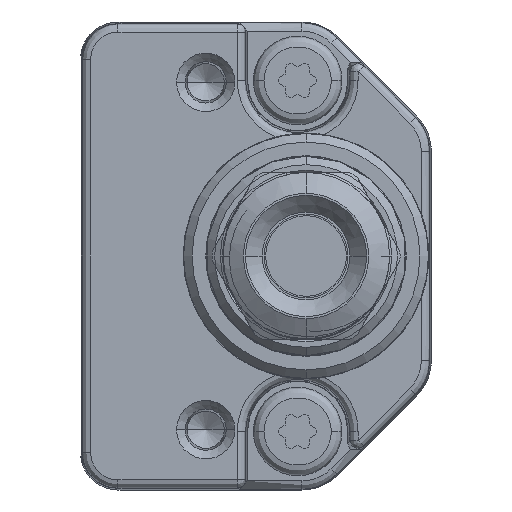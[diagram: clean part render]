
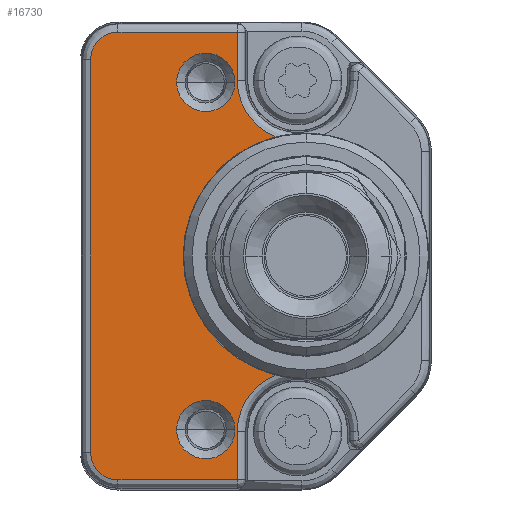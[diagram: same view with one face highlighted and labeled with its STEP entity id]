
A CAD part, left-side view. The second image highlights one B-rep face of the part: STEP entity #16730.
In plain terms, the highlighted planar face has unit normal (-1, 0, 0).
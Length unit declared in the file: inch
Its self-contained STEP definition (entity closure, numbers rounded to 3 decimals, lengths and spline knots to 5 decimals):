
#1644=DIRECTION('',(0.,0.,1.));
#1645=VECTOR('',#1644,0.11399);
#1646=CARTESIAN_POINT('',(-0.49213,0.45723,
-0.52737));
#1647=LINE('',#1646,#1645);
#1648=DIRECTION('',(0.,-1.,0.));
#1649=VECTOR('',#1648,0.28096);
#1650=CARTESIAN_POINT('',(-0.49213,0.73819,
-0.52737));
#1651=LINE('',#1650,#1649);
#1652=CARTESIAN_POINT('',(-0.49213,0.73819,
-0.4626));
#1653=DIRECTION('',(-1.,0.,0.));
#1654=DIRECTION('',(0.,1.,0.));
#1655=AXIS2_PLACEMENT_3D('',#1652,#1653,#1654);
#1657=DIRECTION('',(0.,0.,-1.));
#1658=VECTOR('',#1657,0.9252);
#1659=CARTESIAN_POINT('',(-0.49213,0.80296,
0.4626));
#1660=LINE('',#1659,#1658);
#1661=CARTESIAN_POINT('',(-0.49213,0.73819,
0.4626));
#1662=DIRECTION('',(-1.,0.,0.));
#1663=DIRECTION('',(0.,0.,1.));
#1664=AXIS2_PLACEMENT_3D('',#1661,#1662,#1663);
#1666=DIRECTION('',(0.,1.,0.));
#1667=VECTOR('',#1666,0.28096);
#1668=CARTESIAN_POINT('',(-0.49213,0.45723,
0.52737));
#1669=LINE('',#1668,#1667);
#1670=DIRECTION('',(0.,0.,1.));
#1671=VECTOR('',#1670,0.11399);
#1672=CARTESIAN_POINT('',(-0.49213,0.45723,
0.41339));
#1673=LINE('',#1672,#1671);
#1674=CARTESIAN_POINT('',(-0.49213,0.31496,
0.41339));
#1675=DIRECTION('',(1.,0.,0.));
#1676=DIRECTION('',(0.,0.359,-0.933));
#1677=AXIS2_PLACEMENT_3D('',#1674,#1675,#1676);
#1679=CARTESIAN_POINT('',(-0.49213,0.29528,0.));
#1680=DIRECTION('',(-1.,0.,0.));
#1681=DIRECTION('',(0.,0.244,0.97));
#1682=AXIS2_PLACEMENT_3D('',#1679,#1680,#1681);
#1684=CARTESIAN_POINT('',(-0.49213,0.31496,
-0.41339));
#1685=DIRECTION('',(1.,0.,0.));
#1686=DIRECTION('',(0.,1.,0.));
#1687=AXIS2_PLACEMENT_3D('',#1684,#1685,#1686);
#1689=CARTESIAN_POINT('',(-0.49213,0.5315,
-0.40915));
#1690=DIRECTION('',(1.,0.,0.));
#1691=DIRECTION('',(0.,-1.,0.));
#1692=AXIS2_PLACEMENT_3D('',#1689,#1690,#1691);
#1694=CARTESIAN_POINT('',(-0.49213,0.5315,
-0.40915));
#1695=DIRECTION('',(1.,0.,0.));
#1696=DIRECTION('',(0.,1.,0.));
#1697=AXIS2_PLACEMENT_3D('',#1694,#1695,#1696);
#1699=CARTESIAN_POINT('',(-0.49213,0.5315,
0.40915));
#1700=DIRECTION('',(1.,0.,0.));
#1701=DIRECTION('',(0.,-1.,0.));
#1702=AXIS2_PLACEMENT_3D('',#1699,#1700,#1701);
#1704=CARTESIAN_POINT('',(-0.49213,0.5315,
0.40915));
#1705=DIRECTION('',(1.,0.,0.));
#1706=DIRECTION('',(0.,1.,0.));
#1707=AXIS2_PLACEMENT_3D('',#1704,#1705,#1706);
#13357=CARTESIAN_POINT('',(-0.49213,0.80296,
-0.4626));
#13358=CARTESIAN_POINT('',(-0.49213,0.73819,
-0.52737));
#13359=VERTEX_POINT('',#13357);
#13360=VERTEX_POINT('',#13358);
#13365=CARTESIAN_POINT('',(-0.49213,0.80296,
0.4626));
#13366=VERTEX_POINT('',#13365);
#13369=CARTESIAN_POINT('',(-0.49213,0.73819,
0.52737));
#13370=VERTEX_POINT('',#13369);
#13397=CARTESIAN_POINT('',(-0.49213,0.45723,
-0.52737));
#13398=CARTESIAN_POINT('',(-0.49213,0.45723,
-0.41339));
#13399=VERTEX_POINT('',#13397);
#13400=VERTEX_POINT('',#13398);
#13422=CARTESIAN_POINT('',(-0.49213,0.366,
-0.28059));
#13423=VERTEX_POINT('',#13422);
#13438=CARTESIAN_POINT('',(-0.49213,0.45723,
0.41339));
#13439=CARTESIAN_POINT('',(-0.49213,0.45723,
0.52737));
#13440=VERTEX_POINT('',#13438);
#13441=VERTEX_POINT('',#13439);
#13462=CARTESIAN_POINT('',(-0.49213,0.366,
0.28059));
#13463=VERTEX_POINT('',#13462);
#13506=CARTESIAN_POINT('',(-0.49213,0.4626,
-0.40915));
#13507=CARTESIAN_POINT('',(-0.49213,0.60039,
-0.40915));
#13508=VERTEX_POINT('',#13506);
#13509=VERTEX_POINT('',#13507);
#13514=CARTESIAN_POINT('',(-0.49213,0.4626,
0.40915));
#13515=CARTESIAN_POINT('',(-0.49213,0.60039,
0.40915));
#13516=VERTEX_POINT('',#13514);
#13517=VERTEX_POINT('',#13515);
#16693=CARTESIAN_POINT('',(-0.49213,0.,0.));
#16694=DIRECTION('',(-1.,0.,0.));
#16695=DIRECTION('',(0.,0.,1.));
#16696=AXIS2_PLACEMENT_3D('',#16693,#16694,#16695);
#16697=PLANE('',#16696);
#16699=ORIENTED_EDGE('',*,*,#16698,.F.);
#16701=ORIENTED_EDGE('',*,*,#16700,.F.);
#16703=ORIENTED_EDGE('',*,*,#16702,.F.);
#16705=ORIENTED_EDGE('',*,*,#16704,.F.);
#16707=ORIENTED_EDGE('',*,*,#16706,.F.);
#16709=ORIENTED_EDGE('',*,*,#16708,.F.);
#16710=ORIENTED_EDGE('',*,*,#16684,.F.);
#16711=ORIENTED_EDGE('',*,*,#16644,.F.);
#16713=ORIENTED_EDGE('',*,*,#16712,.T.);
#16715=ORIENTED_EDGE('',*,*,#16714,.F.);
#16716=EDGE_LOOP('',(#16699,#16701,#16703,#16705,#16707,#16709,#16710,#16711,
#16713,#16715));
#16717=FACE_OUTER_BOUND('',#16716,.F.);
#16719=ORIENTED_EDGE('',*,*,#16718,.F.);
#16721=ORIENTED_EDGE('',*,*,#16720,.F.);
#16722=EDGE_LOOP('',(#16719,#16721));
#16723=FACE_BOUND('',#16722,.F.);
#16725=ORIENTED_EDGE('',*,*,#16724,.F.);
#16727=ORIENTED_EDGE('',*,*,#16726,.F.);
#16728=EDGE_LOOP('',(#16725,#16727));
#16729=FACE_BOUND('',#16728,.F.);
#16730=ADVANCED_FACE('',(#16717,#16723,#16729),#16697,.T.);
#1656=CIRCLE('',#1655,0.06477);
#1665=CIRCLE('',#1664,0.06477);
#1678=CIRCLE('',#1677,0.14227);
#1683=CIRCLE('',#1682,0.28937);
#1688=CIRCLE('',#1687,0.14227);
#1693=CIRCLE('',#1692,0.0689);
#1698=CIRCLE('',#1697,0.0689);
#1703=CIRCLE('',#1702,0.0689);
#1708=CIRCLE('',#1707,0.0689);
#16644=EDGE_CURVE('',#13463,#13440,#1678,.T.);
#16684=EDGE_CURVE('',#13440,#13441,#1673,.T.);
#16698=EDGE_CURVE('',#13399,#13400,#1647,.T.);
#16700=EDGE_CURVE('',#13360,#13399,#1651,.T.);
#16702=EDGE_CURVE('',#13359,#13360,#1656,.T.);
#16704=EDGE_CURVE('',#13366,#13359,#1660,.T.);
#16706=EDGE_CURVE('',#13370,#13366,#1665,.T.);
#16708=EDGE_CURVE('',#13441,#13370,#1669,.T.);
#16712=EDGE_CURVE('',#13463,#13423,#1683,.T.);
#16714=EDGE_CURVE('',#13400,#13423,#1688,.T.);
#16718=EDGE_CURVE('',#13508,#13509,#1693,.T.);
#16720=EDGE_CURVE('',#13509,#13508,#1698,.T.);
#16724=EDGE_CURVE('',#13516,#13517,#1703,.T.);
#16726=EDGE_CURVE('',#13517,#13516,#1708,.T.);
